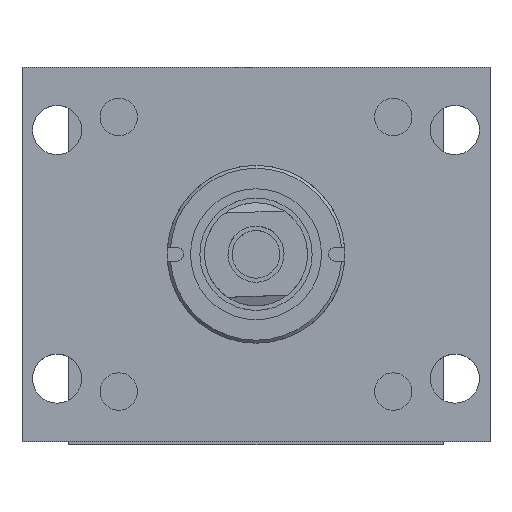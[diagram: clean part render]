
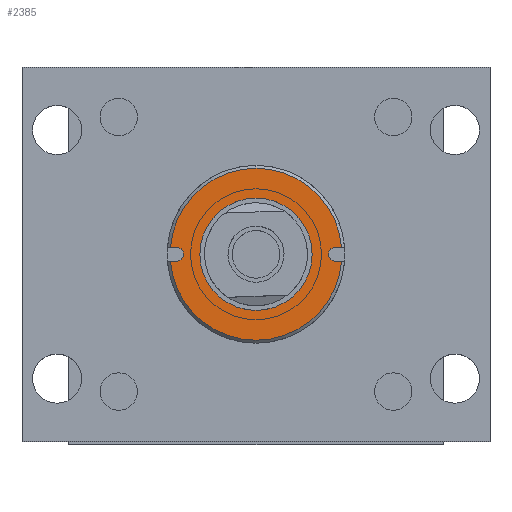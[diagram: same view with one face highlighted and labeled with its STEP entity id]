
A CAD part, top view. The second image highlights one B-rep face of the part: STEP entity #2385.
In plain terms, the highlighted face is planar.
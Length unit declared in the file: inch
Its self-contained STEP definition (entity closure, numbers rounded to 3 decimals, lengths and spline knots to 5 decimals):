
#108 = VERTEX_POINT ( 'NONE', #8464 ) ;
#284 = AXIS2_PLACEMENT_3D ( 'NONE', #7295, #3510, #8822 ) ;
#411 = VECTOR ( 'NONE', #8301, 39.37008 ) ;
#439 = CARTESIAN_POINT ( 'NONE',  ( 9.17484, 15.3203, -0.094 ) ) ;
#532 = EDGE_CURVE ( 'NONE', #858, #3362, #7888, .T. ) ;
#626 = EDGE_CURVE ( 'NONE', #108, #4829, #9321, .T. ) ;
#746 = CARTESIAN_POINT ( 'NONE',  ( 9.17484, 16.3823, 0. ) ) ;
#817 = FACE_OUTER_BOUND ( 'NONE', #9451, .T. ) ;
#832 = CIRCLE ( 'NONE', #4117, 0.75 ) ;
#845 = DIRECTION ( 'NONE',  ( 1., 0., 0. ) ) ;
#858 = VERTEX_POINT ( 'NONE', #439 ) ;
#902 = ORIENTED_EDGE ( 'NONE', *, *, #4077, .T. ) ;
#1005 = EDGE_CURVE ( 'NONE', #3712, #3362, #4949, .T. ) ;
#1242 = CARTESIAN_POINT ( 'NONE',  ( 9.17484, 15.23865, 0.094 ) ) ;
#1244 = CARTESIAN_POINT ( 'NONE',  ( 9.17484, 17.5298, 0. ) ) ;
#1281 = CARTESIAN_POINT ( 'NONE',  ( 9.17484, 17.4443, -0.094 ) ) ;
#1358 = CARTESIAN_POINT ( 'NONE',  ( 9.17484, 16.3823, -0.75 ) ) ;
#1506 = CIRCLE ( 'NONE', #284, 1.1475 ) ;
#1672 = EDGE_CURVE ( 'NONE', #4829, #108, #832, .T. ) ;
#1875 = DIRECTION ( 'NONE',  ( 0., 0., 1. ) ) ;
#1920 = EDGE_CURVE ( 'NONE', #2932, #9060, #3345, .T. ) ;
#1931 = CARTESIAN_POINT ( 'NONE',  ( 9.17484, 17.4443, 0.094 ) ) ;
#2049 = DIRECTION ( 'NONE',  ( 0., 1., 0. ) ) ;
#2237 = AXIS2_PLACEMENT_3D ( 'NONE', #4509, #845, #7657 ) ;
#2385 = ADVANCED_FACE ( 'NONE', ( #817, #6895 ), #5217, .F. ) ;
#2536 = ORIENTED_EDGE ( 'NONE', *, *, #626, .F. ) ;
#2554 = VERTEX_POINT ( 'NONE', #6791 ) ;
#2605 = CARTESIAN_POINT ( 'NONE',  ( 9.17484, 17.5298, 0.094 ) ) ;
#2720 = CIRCLE ( 'NONE', #4793, 1.1475 ) ;
#2753 = EDGE_CURVE ( 'NONE', #5868, #2932, #4510, .T. ) ;
#2932 = VERTEX_POINT ( 'NONE', #1931 ) ;
#3071 = DIRECTION ( 'NONE',  ( 0., 0., -1. ) ) ;
#3287 = DIRECTION ( 'NONE',  ( 0., 1., 0. ) ) ;
#3345 = CIRCLE ( 'NONE', #8364, 0.094 ) ;
#3358 = DIRECTION ( 'NONE',  ( 0., -1., 0. ) ) ;
#3362 = VERTEX_POINT ( 'NONE', #3985 ) ;
#3384 = DIRECTION ( 'NONE',  ( 0., 0., 1. ) ) ;
#3486 = VERTEX_POINT ( 'NONE', #4186 ) ;
#3510 = DIRECTION ( 'NONE',  ( -1., 0., 0. ) ) ;
#3712 = VERTEX_POINT ( 'NONE', #1242 ) ;
#3786 = VECTOR ( 'NONE', #3287, 39.37008 ) ;
#3794 = VECTOR ( 'NONE', #8926, 39.37008 ) ;
#3802 = DIRECTION ( 'NONE',  ( 0., 0., 1. ) ) ;
#3985 = CARTESIAN_POINT ( 'NONE',  ( 9.17484, 15.3203, 0.094 ) ) ;
#4077 = EDGE_CURVE ( 'NONE', #8209, #3486, #2720, .T. ) ;
#4117 = AXIS2_PLACEMENT_3D ( 'NONE', #5615, #4986, #3384 ) ;
#4142 = AXIS2_PLACEMENT_3D ( 'NONE', #4362, #6649, #8074 ) ;
#4143 = CIRCLE ( 'NONE', #4142, 1.1475 ) ;
#4147 = EDGE_CURVE ( 'NONE', #3712, #5868, #1506, .T. ) ;
#4186 = CARTESIAN_POINT ( 'NONE',  ( 9.17484, 15.23865, -0.094 ) ) ;
#4362 = CARTESIAN_POINT ( 'NONE',  ( 9.17484, 16.3823, 0. ) ) ;
#4509 = CARTESIAN_POINT ( 'NONE',  ( 9.17484, 15.3203, 0. ) ) ;
#4510 = LINE ( 'NONE', #2605, #6763 ) ;
#4650 = CARTESIAN_POINT ( 'NONE',  ( 9.17484, 17.4443, 0. ) ) ;
#4765 = ORIENTED_EDGE ( 'NONE', *, *, #6687, .T. ) ;
#4793 = AXIS2_PLACEMENT_3D ( 'NONE', #4979, #8695, #1875 ) ;
#4829 = VERTEX_POINT ( 'NONE', #1358 ) ;
#4949 = LINE ( 'NONE', #7643, #411 ) ;
#4979 = CARTESIAN_POINT ( 'NONE',  ( 9.17484, 16.3823, 0. ) ) ;
#4986 = DIRECTION ( 'NONE',  ( -1., 0., 0. ) ) ;
#5177 = AXIS2_PLACEMENT_3D ( 'NONE', #746, #9076, #3802 ) ;
#5217 = PLANE ( 'NONE',  #7393 ) ;
#5347 = ORIENTED_EDGE ( 'NONE', *, *, #1920, .T. ) ;
#5478 = EDGE_CURVE ( 'NONE', #2554, #9060, #7143, .T. ) ;
#5482 = ORIENTED_EDGE ( 'NONE', *, *, #4147, .T. ) ;
#5615 = CARTESIAN_POINT ( 'NONE',  ( 9.17484, 16.3823, 0. ) ) ;
#5672 = CARTESIAN_POINT ( 'NONE',  ( 9.17484, 16.3823, -1.1475 ) ) ;
#5804 = EDGE_CURVE ( 'NONE', #3486, #858, #6541, .T. ) ;
#5868 = VERTEX_POINT ( 'NONE', #9449 ) ;
#6121 = ORIENTED_EDGE ( 'NONE', *, *, #5478, .F. ) ;
#6541 = LINE ( 'NONE', #7832, #3786 ) ;
#6576 = DIRECTION ( 'NONE',  ( 1., 0., 0. ) ) ;
#6649 = DIRECTION ( 'NONE',  ( -1., 0., 0. ) ) ;
#6687 = EDGE_CURVE ( 'NONE', #2554, #8209, #4143, .T. ) ;
#6763 = VECTOR ( 'NONE', #3358, 39.37008 ) ;
#6791 = CARTESIAN_POINT ( 'NONE',  ( 9.17484, 17.52594, -0.094 ) ) ;
#6895 = FACE_BOUND ( 'NONE', #9007, .T. ) ;
#6961 = ORIENTED_EDGE ( 'NONE', *, *, #532, .T. ) ;
#7143 = LINE ( 'NONE', #9556, #3794 ) ;
#7295 = CARTESIAN_POINT ( 'NONE',  ( 9.17484, 16.3823, 0. ) ) ;
#7393 = AXIS2_PLACEMENT_3D ( 'NONE', #1244, #6576, #2049 ) ;
#7424 = ORIENTED_EDGE ( 'NONE', *, *, #5804, .T. ) ;
#7643 = CARTESIAN_POINT ( 'NONE',  ( 9.17484, 17.5298, 0.094 ) ) ;
#7655 = DIRECTION ( 'NONE',  ( 1., 0., 0. ) ) ;
#7657 = DIRECTION ( 'NONE',  ( 0., 0., -1. ) ) ;
#7770 = ORIENTED_EDGE ( 'NONE', *, *, #1672, .F. ) ;
#7832 = CARTESIAN_POINT ( 'NONE',  ( 9.17484, 17.5298, -0.094 ) ) ;
#7855 = ORIENTED_EDGE ( 'NONE', *, *, #1005, .F. ) ;
#7888 = CIRCLE ( 'NONE', #2237, 0.094 ) ;
#8074 = DIRECTION ( 'NONE',  ( 0., 0., 1. ) ) ;
#8209 = VERTEX_POINT ( 'NONE', #5672 ) ;
#8301 = DIRECTION ( 'NONE',  ( 0., 1., 0. ) ) ;
#8364 = AXIS2_PLACEMENT_3D ( 'NONE', #4650, #7655, #3071 ) ;
#8464 = CARTESIAN_POINT ( 'NONE',  ( 9.17484, 16.3823, 0.75 ) ) ;
#8583 = ORIENTED_EDGE ( 'NONE', *, *, #2753, .T. ) ;
#8695 = DIRECTION ( 'NONE',  ( -1., 0., 0. ) ) ;
#8822 = DIRECTION ( 'NONE',  ( 0., 0., 1. ) ) ;
#8926 = DIRECTION ( 'NONE',  ( 0., -1., 0. ) ) ;
#9007 = EDGE_LOOP ( 'NONE', ( #2536, #7770 ) ) ;
#9060 = VERTEX_POINT ( 'NONE', #1281 ) ;
#9076 = DIRECTION ( 'NONE',  ( -1., 0., 0. ) ) ;
#9321 = CIRCLE ( 'NONE', #5177, 0.75 ) ;
#9449 = CARTESIAN_POINT ( 'NONE',  ( 9.17484, 17.52594, 0.094 ) ) ;
#9451 = EDGE_LOOP ( 'NONE', ( #4765, #902, #7424, #6961, #7855, #5482, #8583, #5347, #6121 ) ) ;
#9556 = CARTESIAN_POINT ( 'NONE',  ( 9.17484, 17.5298, -0.094 ) ) ;
